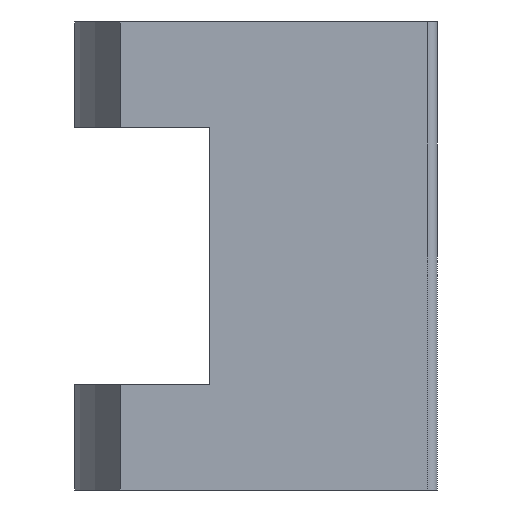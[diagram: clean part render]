
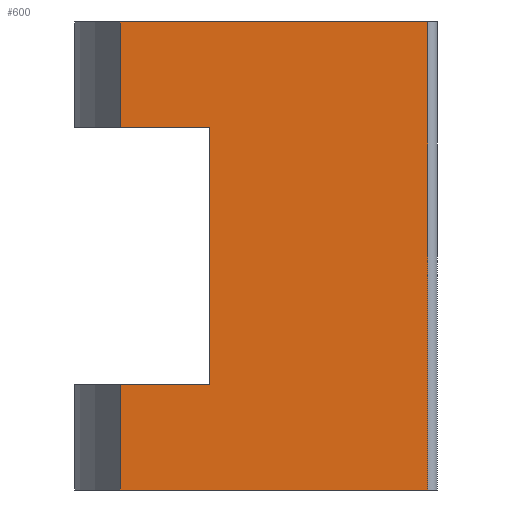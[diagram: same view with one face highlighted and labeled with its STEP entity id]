
A CAD part, left-side view. The second image highlights one B-rep face of the part: STEP entity #600.
In plain terms, the highlighted face is planar.
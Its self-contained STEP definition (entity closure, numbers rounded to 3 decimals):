
#79=ORIENTED_EDGE('',*,*,#257,.T.);
#80=ORIENTED_EDGE('',*,*,#258,.F.);
#81=ORIENTED_EDGE('',*,*,#259,.F.);
#82=ORIENTED_EDGE('',*,*,#260,.F.);
#83=ORIENTED_EDGE('',*,*,#261,.F.);
#84=ORIENTED_EDGE('',*,*,#262,.T.);
#85=ORIENTED_EDGE('',*,*,#263,.T.);
#86=ORIENTED_EDGE('',*,*,#264,.F.);
#257=EDGE_CURVE('',#346,#347,#406,.T.);
#258=EDGE_CURVE('',#348,#347,#407,.T.);
#259=EDGE_CURVE('',#349,#348,#408,.T.);
#260=EDGE_CURVE('',#350,#349,#409,.T.);
#261=EDGE_CURVE('',#351,#350,#410,.T.);
#262=EDGE_CURVE('',#351,#352,#411,.T.);
#263=EDGE_CURVE('',#352,#353,#412,.T.);
#264=EDGE_CURVE('',#346,#353,#413,.T.);
#346=VERTEX_POINT('',#910);
#347=VERTEX_POINT('',#911);
#348=VERTEX_POINT('',#913);
#349=VERTEX_POINT('',#915);
#350=VERTEX_POINT('',#917);
#351=VERTEX_POINT('',#919);
#352=VERTEX_POINT('',#921);
#353=VERTEX_POINT('',#923);
#406=LINE('',#909,#460);
#407=LINE('',#912,#461);
#408=LINE('',#914,#462);
#409=LINE('',#916,#463);
#410=LINE('',#918,#464);
#411=LINE('',#920,#465);
#412=LINE('',#922,#466);
#413=LINE('',#924,#467);
#460=VECTOR('',#719,1000.);
#461=VECTOR('',#720,1000.);
#462=VECTOR('',#721,1000.);
#463=VECTOR('',#722,1000.);
#464=VECTOR('',#723,1000.);
#465=VECTOR('',#724,1000.);
#466=VECTOR('',#725,1000.);
#467=VECTOR('',#726,1000.);
#514=EDGE_LOOP('',(#79,#80,#81,#82,#83,#84,#85,#86));
#549=FACE_BOUND('',#514,.T.);
#584=PLANE('',#647);
#600=ADVANCED_FACE('',(#549),#584,.F.);
#647=AXIS2_PLACEMENT_3D('',#908,#717,#718);
#717=DIRECTION('',(-1.,0.,0.));
#718=DIRECTION('',(0.,0.,1.));
#719=DIRECTION('',(0.,-1.,0.));
#720=DIRECTION('',(0.,0.,-1.));
#721=DIRECTION('',(0.,-1.,0.));
#722=DIRECTION('',(0.,0.,-1.));
#723=DIRECTION('',(0.,1.,0.));
#724=DIRECTION('',(0.,0.,-1.));
#725=DIRECTION('',(0.,1.,0.));
#726=DIRECTION('',(0.,0.,-1.));
#908=CARTESIAN_POINT('',(0.,0.4,10.));
#909=CARTESIAN_POINT('',(0.,16.75,-5.5));
#910=CARTESIAN_POINT('',(0.,13.558,-5.5));
#911=CARTESIAN_POINT('',(0.,9.75,-5.5));
#912=CARTESIAN_POINT('',(0.,9.75,5.5));
#913=CARTESIAN_POINT('',(0.,9.75,5.5));
#914=CARTESIAN_POINT('',(0.,16.75,5.5));
#915=CARTESIAN_POINT('',(0.,13.558,5.5));
#916=CARTESIAN_POINT('',(0.,13.558,10.));
#917=CARTESIAN_POINT('',(0.,13.558,10.));
#918=CARTESIAN_POINT('',(0.,0.4,10.));
#919=CARTESIAN_POINT('',(0.,0.4,10.));
#920=CARTESIAN_POINT('',(0.,0.4,10.));
#921=CARTESIAN_POINT('',(0.,0.4,-10.));
#922=CARTESIAN_POINT('',(0.,0.4,-10.));
#923=CARTESIAN_POINT('',(0.,13.558,-10.));
#924=CARTESIAN_POINT('',(0.,13.558,10.));
